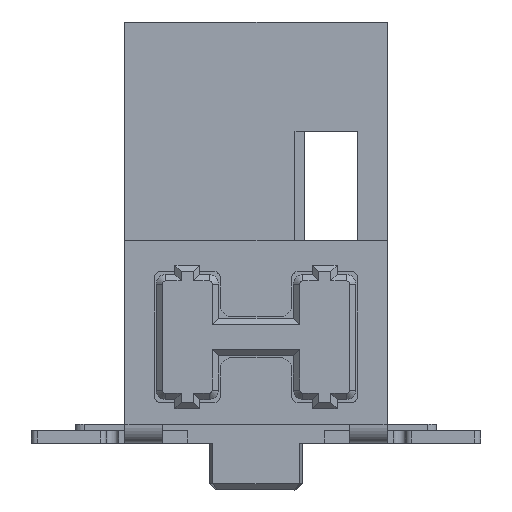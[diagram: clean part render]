
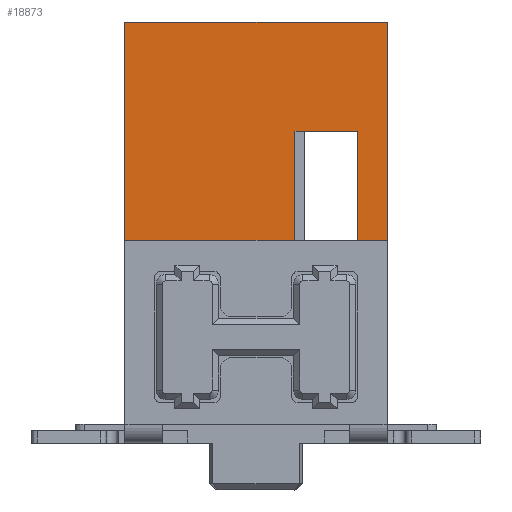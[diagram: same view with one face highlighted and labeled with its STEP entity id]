
A CAD part, left-side view. The second image highlights one B-rep face of the part: STEP entity #18873.
In plain terms, the highlighted planar face has unit normal (-1, 0, 0).
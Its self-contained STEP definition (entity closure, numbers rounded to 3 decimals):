
#526=DIRECTION('',(0.,1.,0.));
#527=VECTOR('',#526,2.725);
#528=CARTESIAN_POINT('',(-17.25,-0.625,3.25));
#529=LINE('',#528,#527);
#540=DIRECTION('',(0.,1.,0.));
#541=VECTOR('',#540,0.475);
#542=CARTESIAN_POINT('',(-17.25,-2.1,3.25));
#543=LINE('',#542,#541);
#610=DIRECTION('',(0.,0.,1.));
#611=VECTOR('',#610,1.75);
#612=CARTESIAN_POINT('',(-17.25,-0.625,3.25));
#613=LINE('',#612,#611);
#617=DIRECTION('',(0.,0.,1.));
#618=VECTOR('',#617,3.5);
#619=CARTESIAN_POINT('',(-17.25,2.1,3.25));
#620=LINE('',#619,#618);
#624=DIRECTION('',(0.,0.,1.));
#625=VECTOR('',#624,1.75);
#626=CARTESIAN_POINT('',(-17.25,-1.625,3.25));
#627=LINE('',#626,#625);
#631=DIRECTION('',(0.,1.,0.));
#632=VECTOR('',#631,1.);
#633=CARTESIAN_POINT('',(-17.25,-1.625,5.));
#634=LINE('',#633,#632);
#13535=DIRECTION('',(0.,0.,1.));
#13536=VECTOR('',#13535,3.5);
#13537=CARTESIAN_POINT('',(-17.25,-2.1,3.25));
#13538=LINE('',#13537,#13536);
#15103=DIRECTION('',(0.,-1.,0.));
#15104=VECTOR('',#15103,4.2);
#15105=CARTESIAN_POINT('',(-17.25,2.1,6.75));
#15106=LINE('',#15105,#15104);
#15589=CARTESIAN_POINT('',(-17.25,-2.1,6.75));
#15591=VERTEX_POINT('',#15589);
#15595=CARTESIAN_POINT('',(-17.25,2.1,6.75));
#15596=VERTEX_POINT('',#15595);
#15597=CARTESIAN_POINT('',(-17.25,-2.1,3.25));
#15598=VERTEX_POINT('',#15597);
#15603=CARTESIAN_POINT('',(-17.25,2.1,3.25));
#15604=VERTEX_POINT('',#15603);
#17813=CARTESIAN_POINT('',(-17.25,-0.625,3.25));
#17814=CARTESIAN_POINT('',(-17.25,-0.625,5.));
#17815=VERTEX_POINT('',#17813);
#17816=VERTEX_POINT('',#17814);
#17817=CARTESIAN_POINT('',(-17.25,-1.625,3.25));
#17818=CARTESIAN_POINT('',(-17.25,-1.625,5.));
#17819=VERTEX_POINT('',#17817);
#17820=VERTEX_POINT('',#17818);
#18853=CARTESIAN_POINT('',(-17.25,2.1,3.25));
#18854=DIRECTION('',(-1.,0.,0.));
#18855=DIRECTION('',(0.,-1.,0.));
#18856=AXIS2_PLACEMENT_3D('',#18853,#18854,#18855);
#18857=PLANE('',#18856);
#18858=ORIENTED_EDGE('',*,*,#18772,.F.);
#18859=ORIENTED_EDGE('',*,*,#18812,.T.);
#18861=ORIENTED_EDGE('',*,*,#18860,.T.);
#18863=ORIENTED_EDGE('',*,*,#18862,.T.);
#18865=ORIENTED_EDGE('',*,*,#18864,.F.);
#18866=ORIENTED_EDGE('',*,*,#18818,.T.);
#18868=ORIENTED_EDGE('',*,*,#18867,.T.);
#18870=ORIENTED_EDGE('',*,*,#18869,.T.);
#18871=EDGE_LOOP('',(#18858,#18859,#18861,#18863,#18865,#18866,#18868,#18870));
#18872=FACE_OUTER_BOUND('',#18871,.F.);
#18873=ADVANCED_FACE('',(#18872),#18857,.T.);
#18772=EDGE_CURVE('',#17815,#17816,#613,.T.);
#18812=EDGE_CURVE('',#17815,#15604,#529,.T.);
#18818=EDGE_CURVE('',#15598,#17819,#543,.T.);
#18860=EDGE_CURVE('',#15604,#15596,#620,.T.);
#18862=EDGE_CURVE('',#15596,#15591,#15106,.T.);
#18864=EDGE_CURVE('',#15598,#15591,#13538,.T.);
#18867=EDGE_CURVE('',#17819,#17820,#627,.T.);
#18869=EDGE_CURVE('',#17820,#17816,#634,.T.);
